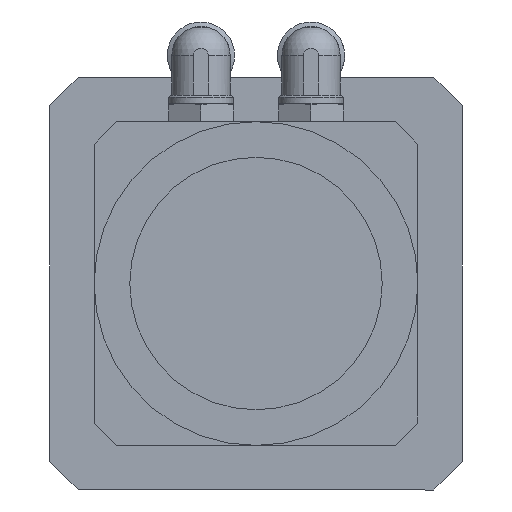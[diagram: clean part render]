
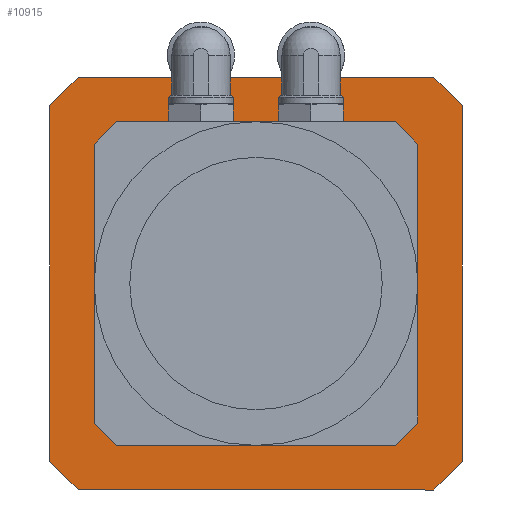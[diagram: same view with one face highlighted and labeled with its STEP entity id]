
A CAD part, front view. The second image highlights one B-rep face of the part: STEP entity #10915.
In plain terms, the highlighted face is planar.
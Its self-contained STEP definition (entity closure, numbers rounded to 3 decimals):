
#311=FACE_BOUND('',#1466,.T.);
#312=FACE_BOUND('',#1467,.T.);
#313=FACE_BOUND('',#1468,.T.);
#314=FACE_BOUND('',#1469,.T.);
#315=FACE_BOUND('',#1470,.T.);
#316=FACE_BOUND('',#1471,.T.);
#317=FACE_BOUND('',#1472,.T.);
#318=FACE_BOUND('',#1473,.T.);
#319=FACE_BOUND('',#1474,.T.);
#438=PLANE('',#11783);
#847=FACE_OUTER_BOUND('',#1465,.T.);
#1465=EDGE_LOOP('',(#7576,#7577,#7578,#7579,#7580,#7581,#7582,#7583));
#1466=EDGE_LOOP('',(#7584));
#1467=EDGE_LOOP('',(#7585));
#1468=EDGE_LOOP('',(#7586));
#1469=EDGE_LOOP('',(#7587));
#1470=EDGE_LOOP('',(#7588));
#1471=EDGE_LOOP('',(#7589));
#1472=EDGE_LOOP('',(#7590));
#1473=EDGE_LOOP('',(#7591));
#1474=EDGE_LOOP('',(#7592));
#2210=LINE('',#16139,#3344);
#2211=LINE('',#16141,#3345);
#2212=LINE('',#16143,#3346);
#2213=LINE('',#16145,#3347);
#2214=LINE('',#16147,#3348);
#2215=LINE('',#16149,#3349);
#2216=LINE('',#16151,#3350);
#2217=LINE('',#16152,#3351);
#3344=VECTOR('',#12884,10.);
#3345=VECTOR('',#12885,10.);
#3346=VECTOR('',#12886,10.);
#3347=VECTOR('',#12887,10.);
#3348=VECTOR('',#12888,10.);
#3349=VECTOR('',#12889,10.);
#3350=VECTOR('',#12890,10.);
#3351=VECTOR('',#12891,10.);
#4471=CIRCLE('',#11761,2.55);
#4473=CIRCLE('',#11764,2.55);
#4475=CIRCLE('',#11767,2.55);
#4477=CIRCLE('',#11770,2.55);
#4479=CIRCLE('',#11773,2.05);
#4481=CIRCLE('',#11776,2.05);
#4483=CIRCLE('',#11779,2.05);
#4485=CIRCLE('',#11782,2.05);
#4486=CIRCLE('',#11784,9.);
#4874=VERTEX_POINT('',#16091);
#4876=VERTEX_POINT('',#16097);
#4878=VERTEX_POINT('',#16103);
#4880=VERTEX_POINT('',#16109);
#4882=VERTEX_POINT('',#16115);
#4884=VERTEX_POINT('',#16121);
#4886=VERTEX_POINT('',#16127);
#4888=VERTEX_POINT('',#16133);
#4889=VERTEX_POINT('',#16137);
#4890=VERTEX_POINT('',#16138);
#4891=VERTEX_POINT('',#16140);
#4892=VERTEX_POINT('',#16142);
#4893=VERTEX_POINT('',#16144);
#4894=VERTEX_POINT('',#16146);
#4895=VERTEX_POINT('',#16148);
#4896=VERTEX_POINT('',#16150);
#4897=VERTEX_POINT('',#16153);
#5943=EDGE_CURVE('',#4874,#4874,#4471,.T.);
#5946=EDGE_CURVE('',#4876,#4876,#4473,.T.);
#5949=EDGE_CURVE('',#4878,#4878,#4475,.T.);
#5952=EDGE_CURVE('',#4880,#4880,#4477,.T.);
#5955=EDGE_CURVE('',#4882,#4882,#4479,.T.);
#5958=EDGE_CURVE('',#4884,#4884,#4481,.T.);
#5961=EDGE_CURVE('',#4886,#4886,#4483,.T.);
#5964=EDGE_CURVE('',#4888,#4888,#4485,.T.);
#5965=EDGE_CURVE('',#4889,#4890,#2210,.T.);
#5966=EDGE_CURVE('',#4890,#4891,#2211,.T.);
#5967=EDGE_CURVE('',#4891,#4892,#2212,.T.);
#5968=EDGE_CURVE('',#4892,#4893,#2213,.T.);
#5969=EDGE_CURVE('',#4893,#4894,#2214,.T.);
#5970=EDGE_CURVE('',#4894,#4895,#2215,.T.);
#5971=EDGE_CURVE('',#4895,#4896,#2216,.T.);
#5972=EDGE_CURVE('',#4896,#4889,#2217,.T.);
#5973=EDGE_CURVE('',#4897,#4897,#4486,.T.);
#7576=ORIENTED_EDGE('',*,*,#5965,.T.);
#7577=ORIENTED_EDGE('',*,*,#5966,.T.);
#7578=ORIENTED_EDGE('',*,*,#5967,.T.);
#7579=ORIENTED_EDGE('',*,*,#5968,.T.);
#7580=ORIENTED_EDGE('',*,*,#5969,.T.);
#7581=ORIENTED_EDGE('',*,*,#5970,.T.);
#7582=ORIENTED_EDGE('',*,*,#5971,.T.);
#7583=ORIENTED_EDGE('',*,*,#5972,.T.);
#7584=ORIENTED_EDGE('',*,*,#5943,.T.);
#7585=ORIENTED_EDGE('',*,*,#5946,.T.);
#7586=ORIENTED_EDGE('',*,*,#5949,.T.);
#7587=ORIENTED_EDGE('',*,*,#5952,.T.);
#7588=ORIENTED_EDGE('',*,*,#5955,.T.);
#7589=ORIENTED_EDGE('',*,*,#5958,.T.);
#7590=ORIENTED_EDGE('',*,*,#5961,.T.);
#7591=ORIENTED_EDGE('',*,*,#5964,.T.);
#7592=ORIENTED_EDGE('',*,*,#5973,.T.);
#10915=ADVANCED_FACE('',(#847,#311,#312,#313,#314,#315,#316,#317,#318,#319),
#438,.T.);
#11761=AXIS2_PLACEMENT_3D('',#16093,#12831,#12832);
#11764=AXIS2_PLACEMENT_3D('',#16099,#12838,#12839);
#11767=AXIS2_PLACEMENT_3D('',#16105,#12845,#12846);
#11770=AXIS2_PLACEMENT_3D('',#16111,#12852,#12853);
#11773=AXIS2_PLACEMENT_3D('',#16117,#12859,#12860);
#11776=AXIS2_PLACEMENT_3D('',#16123,#12866,#12867);
#11779=AXIS2_PLACEMENT_3D('',#16129,#12873,#12874);
#11782=AXIS2_PLACEMENT_3D('',#16135,#12880,#12881);
#11783=AXIS2_PLACEMENT_3D('',#16136,#12882,#12883);
#11784=AXIS2_PLACEMENT_3D('',#16154,#12892,#12893);
#12831=DIRECTION('center_axis',(0.,0.,-1.));
#12832=DIRECTION('ref_axis',(-1.,0.,0.));
#12838=DIRECTION('center_axis',(0.,0.,-1.));
#12839=DIRECTION('ref_axis',(-1.,0.,0.));
#12845=DIRECTION('center_axis',(0.,0.,-1.));
#12846=DIRECTION('ref_axis',(-1.,0.,0.));
#12852=DIRECTION('center_axis',(0.,0.,-1.));
#12853=DIRECTION('ref_axis',(-1.,0.,0.));
#12859=DIRECTION('center_axis',(0.,0.,-1.));
#12860=DIRECTION('ref_axis',(-1.,0.,0.));
#12866=DIRECTION('center_axis',(0.,0.,-1.));
#12867=DIRECTION('ref_axis',(-1.,0.,0.));
#12873=DIRECTION('center_axis',(0.,0.,-1.));
#12874=DIRECTION('ref_axis',(-1.,0.,0.));
#12880=DIRECTION('center_axis',(0.,0.,-1.));
#12881=DIRECTION('ref_axis',(-1.,0.,0.));
#12882=DIRECTION('center_axis',(0.,0.,1.));
#12883=DIRECTION('ref_axis',(1.,0.,0.));
#12884=DIRECTION('',(-1.,0.,0.));
#12885=DIRECTION('',(-0.707,-0.707,0.));
#12886=DIRECTION('',(0.,-1.,0.));
#12887=DIRECTION('',(0.707,-0.707,0.));
#12888=DIRECTION('',(1.,0.,0.));
#12889=DIRECTION('',(0.707,0.707,0.));
#12890=DIRECTION('',(0.,1.,0.));
#12891=DIRECTION('',(-0.707,0.707,0.));
#12892=DIRECTION('center_axis',(0.,0.,-1.));
#12893=DIRECTION('ref_axis',(-1.,0.,0.));
#16091=CARTESIAN_POINT('',(13.687,11.137,10.));
#16093=CARTESIAN_POINT('Origin',(11.137,11.137,10.));
#16097=CARTESIAN_POINT('',(-8.587,11.137,10.));
#16099=CARTESIAN_POINT('Origin',(-11.137,11.137,10.));
#16103=CARTESIAN_POINT('',(-8.587,-11.137,10.));
#16105=CARTESIAN_POINT('Origin',(-11.137,-11.137,10.));
#16109=CARTESIAN_POINT('',(13.687,-11.137,10.));
#16111=CARTESIAN_POINT('Origin',(11.137,-11.137,10.));
#16115=CARTESIAN_POINT('',(-16.95,19.,10.));
#16117=CARTESIAN_POINT('Origin',(-19.,19.,10.));
#16121=CARTESIAN_POINT('',(21.05,-19.,10.));
#16123=CARTESIAN_POINT('Origin',(19.,-19.,10.));
#16127=CARTESIAN_POINT('',(-16.95,-19.,10.));
#16129=CARTESIAN_POINT('Origin',(-19.,-19.,10.));
#16133=CARTESIAN_POINT('',(21.05,19.,10.));
#16135=CARTESIAN_POINT('Origin',(19.,19.,10.));
#16136=CARTESIAN_POINT('Origin',(0.,0.,
10.));
#16137=CARTESIAN_POINT('',(27.472,31.884,10.));
#16138=CARTESIAN_POINT('',(-27.472,31.884,10.));
#16139=CARTESIAN_POINT('',(27.472,31.884,10.));
#16140=CARTESIAN_POINT('',(-31.884,27.472,10.));
#16141=CARTESIAN_POINT('',(-27.472,31.884,10.));
#16142=CARTESIAN_POINT('',(-31.884,-27.472,10.));
#16143=CARTESIAN_POINT('',(-31.884,27.472,10.));
#16144=CARTESIAN_POINT('',(-27.472,-31.884,10.));
#16145=CARTESIAN_POINT('',(-31.884,-27.472,10.));
#16146=CARTESIAN_POINT('',(27.472,-31.884,10.));
#16147=CARTESIAN_POINT('',(-27.472,-31.884,10.));
#16148=CARTESIAN_POINT('',(31.884,-27.473,10.));
#16149=CARTESIAN_POINT('',(27.472,-31.884,10.));
#16150=CARTESIAN_POINT('',(31.884,27.473,10.));
#16151=CARTESIAN_POINT('',(31.884,-27.473,10.));
#16152=CARTESIAN_POINT('',(31.884,27.473,10.));
#16153=CARTESIAN_POINT('',(9.,0.,10.));
#16154=CARTESIAN_POINT('Origin',(0.,0.,10.));
